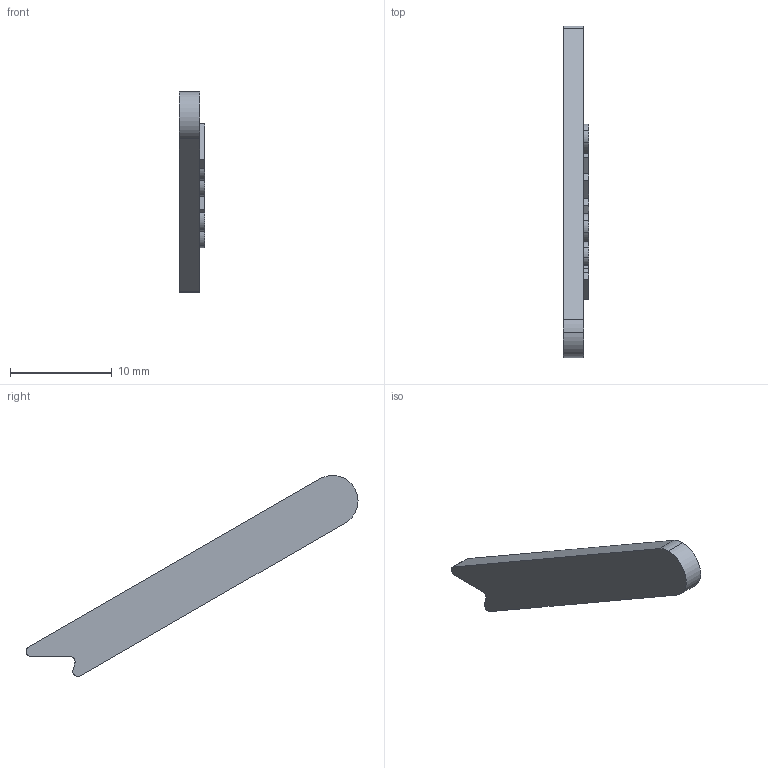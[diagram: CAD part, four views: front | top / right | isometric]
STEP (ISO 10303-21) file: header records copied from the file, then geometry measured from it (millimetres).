
FILE_DESCRIPTION (( 'STEP AP214' ), '1' );
FILE_NAME ('L30V60.STEP', '2021-08-25T11:17:41', ( '' ), ( '' ), 'SwSTEP 2.0', 'SolidWorks 2020', '' );
FILE_SCHEMA (( 'AUTOMOTIVE_DESIGN' ));
Length unit declared in the file: millimetre
Products named in the file (1): L30V60
Bounding box: 2.5 x 32.63 x 19.76 mm (x, y, z)
Volume: 350.4 mm3; surface area: 539.7 mm2
Topology: 1 solids, 1 shells, 80 faces, 207 edges, 138 vertices
Faces by surface type: bspline 41, plane 34, cylinder 5
Entity records: 4725 total; most frequent: CARTESIAN_POINT 3003, ORIENTED_EDGE 414, DIRECTION 215, EDGE_CURVE 207, VERTEX_POINT 138, LINE 115, VECTOR 115, EDGE_LOOP 89
